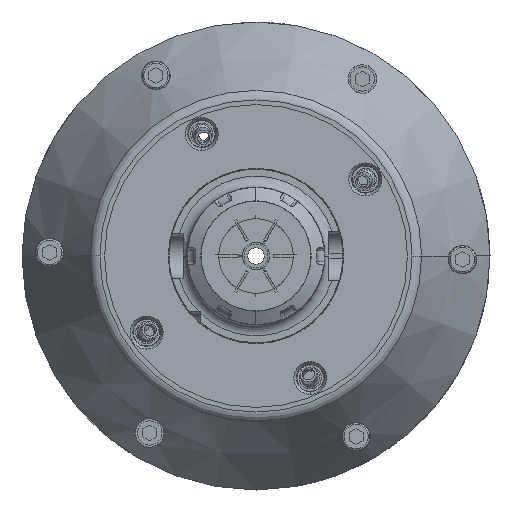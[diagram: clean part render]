
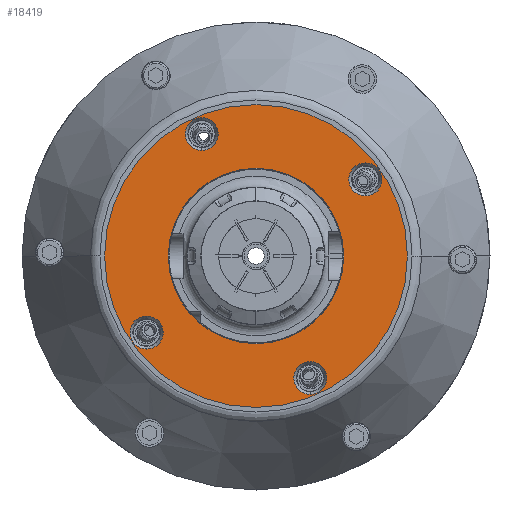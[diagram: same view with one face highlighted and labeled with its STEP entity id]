
A CAD part, left-side view. The second image highlights one B-rep face of the part: STEP entity #18419.
In plain terms, the highlighted planar face has unit normal (-1, 0, 0).
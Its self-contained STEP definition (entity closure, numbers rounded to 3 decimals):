
#18419 = ADVANCED_FACE ( 'NONE', ( #40930, #40929, #40926, #40977, #40935, #40934 ), #40927, .T. ) ;
#18421 = ORIENTED_EDGE ( 'NONE', *, *, #18506, .F. ) ;
#18422 = EDGE_LOOP ( 'NONE', ( #18424, #18426 ) ) ;
#18423 = ORIENTED_EDGE ( 'NONE', *, *, #18625, .F. ) ;
#18424 = ORIENTED_EDGE ( 'NONE', *, *, #18433, .F. ) ;
#18425 = VERTEX_POINT ( 'NONE', #40936 ) ;
#18426 = ORIENTED_EDGE ( 'NONE', *, *, #18451, .F. ) ;
#18427 = ORIENTED_EDGE ( 'NONE', *, *, #18610, .F. ) ;
#18428 = EDGE_LOOP ( 'NONE', ( #18427, #18511 ) ) ;
#18429 = ORIENTED_EDGE ( 'NONE', *, *, #18585, .F. ) ;
#18430 = ORIENTED_EDGE ( 'NONE', *, *, #18512, .T. ) ;
#18433 = EDGE_CURVE ( 'NONE', #18619, #18620, #40922, .T. ) ;
#18451 = EDGE_CURVE ( 'NONE', #18620, #18619, #41101, .T. ) ;
#18506 = EDGE_CURVE ( 'NONE', #18567, #18568, #41237, .T. ) ;
#18507 = ORIENTED_EDGE ( 'NONE', *, *, #18623, .F. ) ;
#18508 = VERTEX_POINT ( 'NONE', #41243 ) ;
#18509 = ORIENTED_EDGE ( 'NONE', *, *, #18549, .T. ) ;
#18510 = EDGE_LOOP ( 'NONE', ( #18430, #18509 ) ) ;
#18511 = ORIENTED_EDGE ( 'NONE', *, *, #18601, .F. ) ;
#18512 = EDGE_CURVE ( 'NONE', #18508, #18425, #41228, .T. ) ;
#18513 = ORIENTED_EDGE ( 'NONE', *, *, #18559, .F. ) ;
#18515 = ORIENTED_EDGE ( 'NONE', *, *, #18551, .F. ) ;
#18520 = EDGE_LOOP ( 'NONE', ( #18423, #18429 ) ) ;
#18548 = EDGE_LOOP ( 'NONE', ( #18513, #18515 ) ) ;
#18549 = EDGE_CURVE ( 'NONE', #18425, #18508, #41280, .T. ) ;
#18551 = EDGE_CURVE ( 'NONE', #18569, #18560, #41267, .T. ) ;
#18553 = EDGE_LOOP ( 'NONE', ( #18421, #18507 ) ) ;
#18559 = EDGE_CURVE ( 'NONE', #18560, #18569, #41273, .T. ) ;
#18560 = VERTEX_POINT ( 'NONE', #41268 ) ;
#18567 = VERTEX_POINT ( 'NONE', #41205 ) ;
#18568 = VERTEX_POINT ( 'NONE', #41210 ) ;
#18569 = VERTEX_POINT ( 'NONE', #41202 ) ;
#18577 = VERTEX_POINT ( 'NONE', #41199 ) ;
#18584 = VERTEX_POINT ( 'NONE', #41166 ) ;
#18585 = EDGE_CURVE ( 'NONE', #18618, #18584, #41170, .T. ) ;
#18597 = VERTEX_POINT ( 'NONE', #41309 ) ;
#18601 = EDGE_CURVE ( 'NONE', #18577, #18597, #41312, .T. ) ;
#18610 = EDGE_CURVE ( 'NONE', #18597, #18577, #41505, .T. ) ;
#18618 = VERTEX_POINT ( 'NONE', #41507 ) ;
#18619 = VERTEX_POINT ( 'NONE', #41490 ) ;
#18620 = VERTEX_POINT ( 'NONE', #41485 ) ;
#18623 = EDGE_CURVE ( 'NONE', #18568, #18567, #41492, .T. ) ;
#18625 = EDGE_CURVE ( 'NONE', #18584, #18618, #41480, .T. ) ;
#40917 = DIRECTION ( 'NONE',  ( 0., 0., 1. ) ) ;
#40920 = CARTESIAN_POINT ( 'NONE',  ( 4., -39.729, 27.818 ) ) ;
#40921 = AXIS2_PLACEMENT_3D ( 'NONE', #40920, #41041, #41040 ) ;
#40922 = CIRCLE ( 'NONE', #40921, 6. ) ;
#40926 = FACE_BOUND ( 'NONE', #18520, .T. ) ;
#40927 = PLANE ( 'NONE',  #40933 ) ;
#40929 = FACE_BOUND ( 'NONE', #18422, .T. ) ;
#40930 = FACE_BOUND ( 'NONE', #18553, .T. ) ;
#40931 = DIRECTION ( 'NONE',  ( -1., 0., 0. ) ) ;
#40933 = AXIS2_PLACEMENT_3D ( 'NONE', #40937, #40931, #40917 ) ;
#40934 = FACE_OUTER_BOUND ( 'NONE', #18548, .T. ) ;
#40935 = FACE_BOUND ( 'NONE', #18510, .T. ) ;
#40936 = CARTESIAN_POINT ( 'NONE',  ( 4., 0., 31.85 ) ) ;
#40937 = CARTESIAN_POINT ( 'NONE',  ( 4., 55., 0. ) ) ;
#40977 = FACE_BOUND ( 'NONE', #18428, .T. ) ;
#41015 = DIRECTION ( 'NONE',  ( 0., 0., 1. ) ) ;
#41016 = DIRECTION ( 'NONE',  ( -1., 0., 0. ) ) ;
#41040 = DIRECTION ( 'NONE',  ( 0., 0., 1. ) ) ;
#41041 = DIRECTION ( 'NONE',  ( -1., 0., 0. ) ) ;
#41094 = CARTESIAN_POINT ( 'NONE',  ( 4., -39.729, 27.818 ) ) ;
#41095 = AXIS2_PLACEMENT_3D ( 'NONE', #41094, #41016, #41015 ) ;
#41101 = CIRCLE ( 'NONE', #41095, 6. ) ;
#41112 = AXIS2_PLACEMENT_3D ( 'NONE', #41265, #41264, #41263 ) ;
#41138 = DIRECTION ( 'NONE',  ( 0., 0., 1. ) ) ;
#41139 = DIRECTION ( 'NONE',  ( -1., 0., 0. ) ) ;
#41140 = CARTESIAN_POINT ( 'NONE',  ( 4., -19.727, -44.307 ) ) ;
#41166 = CARTESIAN_POINT ( 'NONE',  ( 4., -19.727, -38.307 ) ) ;
#41170 = CIRCLE ( 'NONE', #41173, 6. ) ;
#41173 = AXIS2_PLACEMENT_3D ( 'NONE', #41140, #41139, #41138 ) ;
#41199 = CARTESIAN_POINT ( 'NONE',  ( 4., 19.727, 38.307 ) ) ;
#41202 = CARTESIAN_POINT ( 'NONE',  ( 4., 0., 55. ) ) ;
#41205 = CARTESIAN_POINT ( 'NONE',  ( 4., 39.729, -21.818 ) ) ;
#41207 = DIRECTION ( 'NONE',  ( 0., 0., -1. ) ) ;
#41208 = DIRECTION ( 'NONE',  ( 1., 0., 0. ) ) ;
#41209 = CARTESIAN_POINT ( 'NONE',  ( 4., 0., 0. ) ) ;
#41210 = CARTESIAN_POINT ( 'NONE',  ( 4., 39.729, -33.818 ) ) ;
#41219 = AXIS2_PLACEMENT_3D ( 'NONE', #41209, #41208, #41207 ) ;
#41224 = DIRECTION ( 'NONE',  ( 0., 0., -1. ) ) ;
#41225 = DIRECTION ( 'NONE',  ( 1., 0., 0. ) ) ;
#41226 = CARTESIAN_POINT ( 'NONE',  ( 4., 0., 0. ) ) ;
#41227 = AXIS2_PLACEMENT_3D ( 'NONE', #41226, #41225, #41224 ) ;
#41228 = CIRCLE ( 'NONE', #41227, 31.85 ) ;
#41230 = DIRECTION ( 'NONE',  ( 0., 0., 1. ) ) ;
#41233 = CARTESIAN_POINT ( 'NONE',  ( 4., 39.729, -27.818 ) ) ;
#41237 = CIRCLE ( 'NONE', #41241, 6. ) ;
#41241 = AXIS2_PLACEMENT_3D ( 'NONE', #41233, #41242, #41230 ) ;
#41242 = DIRECTION ( 'NONE',  ( -1., 0., 0. ) ) ;
#41243 = CARTESIAN_POINT ( 'NONE',  ( 4., 0., -31.85 ) ) ;
#41257 = DIRECTION ( 'NONE',  ( 0., 0., -1. ) ) ;
#41258 = DIRECTION ( 'NONE',  ( 1., 0., 0. ) ) ;
#41259 = AXIS2_PLACEMENT_3D ( 'NONE', #41274, #41258, #41257 ) ;
#41263 = DIRECTION ( 'NONE',  ( 0., 0., -1. ) ) ;
#41264 = DIRECTION ( 'NONE',  ( 1., 0., 0. ) ) ;
#41265 = CARTESIAN_POINT ( 'NONE',  ( 4., 0., 0. ) ) ;
#41267 = CIRCLE ( 'NONE', #41259, 55. ) ;
#41268 = CARTESIAN_POINT ( 'NONE',  ( 4., 0., -55. ) ) ;
#41273 = CIRCLE ( 'NONE', #41219, 55. ) ;
#41274 = CARTESIAN_POINT ( 'NONE',  ( 4., 0., 0. ) ) ;
#41280 = CIRCLE ( 'NONE', #41112, 31.85 ) ;
#41297 = DIRECTION ( 'NONE',  ( 0., 0., 1. ) ) ;
#41298 = DIRECTION ( 'NONE',  ( -1., 0., 0. ) ) ;
#41299 = CARTESIAN_POINT ( 'NONE',  ( 4., 19.727, 44.307 ) ) ;
#41303 = AXIS2_PLACEMENT_3D ( 'NONE', #41299, #41298, #41297 ) ;
#41309 = CARTESIAN_POINT ( 'NONE',  ( 4., 19.727, 50.307 ) ) ;
#41312 = CIRCLE ( 'NONE', #41303, 6. ) ;
#41393 = DIRECTION ( 'NONE',  ( 0., 0., 1. ) ) ;
#41394 = DIRECTION ( 'NONE',  ( -1., 0., 0. ) ) ;
#41395 = CARTESIAN_POINT ( 'NONE',  ( 4., -19.727, -44.307 ) ) ;
#41400 = DIRECTION ( 'NONE',  ( 0., 0., 1. ) ) ;
#41401 = DIRECTION ( 'NONE',  ( -1., 0., 0. ) ) ;
#41402 = CARTESIAN_POINT ( 'NONE',  ( 4., 39.729, -27.818 ) ) ;
#41404 = AXIS2_PLACEMENT_3D ( 'NONE', #41395, #41394, #41393 ) ;
#41480 = CIRCLE ( 'NONE', #41404, 6. ) ;
#41481 = AXIS2_PLACEMENT_3D ( 'NONE', #41402, #41401, #41400 ) ;
#41485 = CARTESIAN_POINT ( 'NONE',  ( 4., -39.729, 21.818 ) ) ;
#41490 = CARTESIAN_POINT ( 'NONE',  ( 4., -39.729, 33.818 ) ) ;
#41492 = CIRCLE ( 'NONE', #41481, 6. ) ;
#41493 = DIRECTION ( 'NONE',  ( 0., 0., 1. ) ) ;
#41494 = DIRECTION ( 'NONE',  ( -1., 0., 0. ) ) ;
#41495 = CARTESIAN_POINT ( 'NONE',  ( 4., 19.727, 44.307 ) ) ;
#41496 = AXIS2_PLACEMENT_3D ( 'NONE', #41495, #41494, #41493 ) ;
#41505 = CIRCLE ( 'NONE', #41496, 6. ) ;
#41507 = CARTESIAN_POINT ( 'NONE',  ( 4., -19.727, -50.307 ) ) ;
